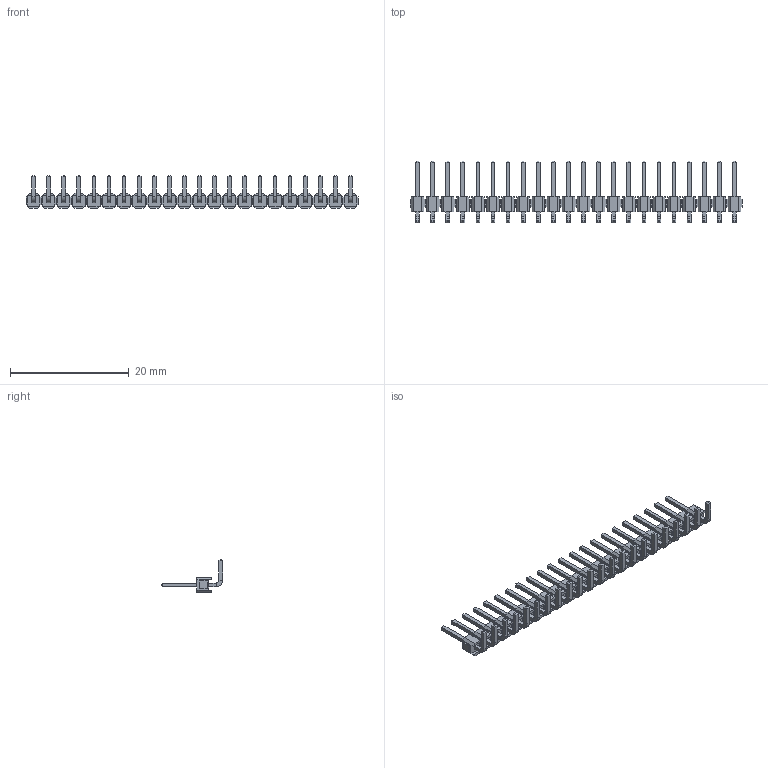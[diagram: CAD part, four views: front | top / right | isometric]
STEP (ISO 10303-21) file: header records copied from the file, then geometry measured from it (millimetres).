
FILE_DESCRIPTION (( 'STEP AP214' ), '1' );
FILE_NAME ('PLSR-22D.STEP', '2019-07-02T21:44:04', ( '' ), ( '' ), 'SwSTEP 2.0', 'SolidWorks 2018', '' );
FILE_SCHEMA (( 'AUTOMOTIVE_DESIGN' ));
Length unit declared in the file: millimetre
Products named in the file (1): PLSR-22D
Bounding box: 55.88 x 10.36 x 5.54 mm (x, y, z)
Volume: 359.7 mm3; surface area: 1404.3 mm2
Topology: 22 solids, 22 shells, 1100 faces, 2464 edges, 1496 vertices
Faces by surface type: plane 1056, cylinder 44
Entity records: 41719 total; most frequent: CARTESIAN_POINT 5061, ORIENTED_EDGE 4928, DIRECTION 4754, EDGE_CURVE 2464, LINE 2376, VECTOR 2376, VERTEX_POINT 1496, AXIS2_PLACEMENT_3D 1189
